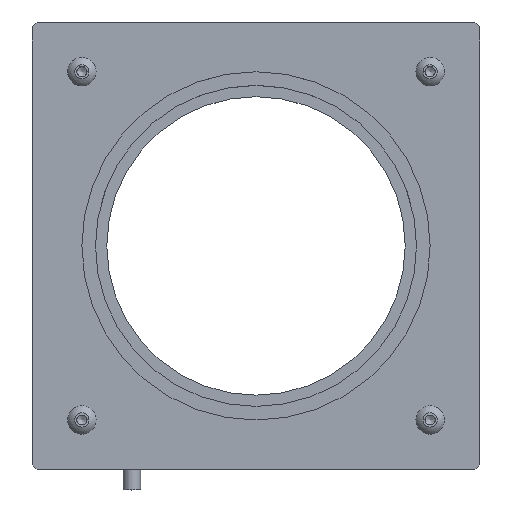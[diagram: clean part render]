
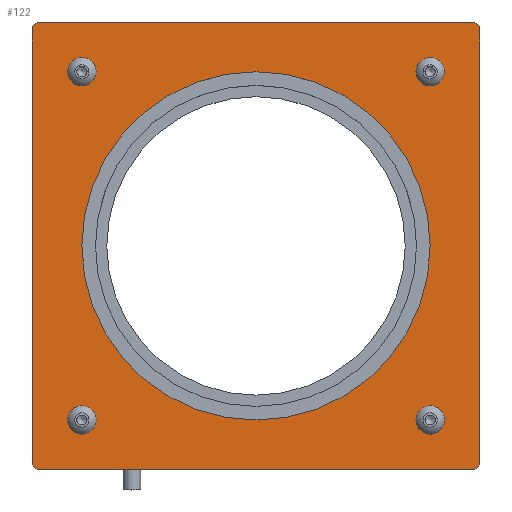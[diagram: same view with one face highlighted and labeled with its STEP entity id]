
A CAD part, top view. The second image highlights one B-rep face of the part: STEP entity #122.
In plain terms, the highlighted planar face has unit normal (0, 0, 1).
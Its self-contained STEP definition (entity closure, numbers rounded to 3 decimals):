
#3 = EDGE_CURVE ( 'NONE', #1749, #1892, #1374, .T. ) ;
#5 = EDGE_CURVE ( 'NONE', #1492, #1492, #404, .T. ) ;
#8 = EDGE_CURVE ( 'NONE', #1849, #1949, #1334, .T. ) ;
#11 = EDGE_CURVE ( 'NONE', #2090, #1849, #1347, .T. ) ;
#13 = EDGE_CURVE ( 'NONE', #1636, #1636, #418, .T. ) ;
#17 = EDGE_CURVE ( 'NONE', #1675, #1675, #406, .T. ) ;
#73 = EDGE_CURVE ( 'NONE', #1892, #2090, #101, .T. ) ;
#74 = EDGE_CURVE ( 'NONE', #1561, #1561, #525, .T. ) ;
#83 = CARTESIAN_POINT ( 'NONE',  ( 45., 45., 8.4 ) ) ;
#86 = DIRECTION ( 'NONE',  ( 0., 1., 0. ) ) ;
#101 = LINE ( 'NONE', #83, #554 ) ;
#114 = EDGE_CURVE ( 'NONE', #2023, #1749, #1718, .T. ) ;
#122 = ADVANCED_FACE ( 'NONE', ( #1231, #1293, #1226, #1243, #1233, #1230 ), #1250, .T. ) ;
#201 = EDGE_CURVE ( 'NONE', #1772, #2023, #1187, .T. ) ;
#227 = EDGE_CURVE ( 'NONE', #1724, #1772, #2364, .T. ) ;
#235 = EDGE_CURVE ( 'NONE', #1949, #1724, #2228, .T. ) ;
#313 = EDGE_CURVE ( 'NONE', #2557, #2557, #688, .T. ) ;
#365 = AXIS2_PLACEMENT_3D ( 'NONE', #1306, #1315, #1366 ) ;
#368 = VECTOR ( 'NONE', #1321, 1000. ) ;
#371 = VECTOR ( 'NONE', #1317, 1000. ) ;
#375 = VECTOR ( 'NONE', #1316, 1000. ) ;
#404 = CIRCLE ( 'NONE', #412, 2.85 ) ;
#406 = CIRCLE ( 'NONE', #407, 35. ) ;
#407 = AXIS2_PLACEMENT_3D ( 'NONE', #1357, #1323, #1312 ) ;
#412 = AXIS2_PLACEMENT_3D ( 'NONE', #1349, #1352, #1356 ) ;
#418 = CIRCLE ( 'NONE', #365, 2.85 ) ;
#442 = VECTOR ( 'NONE', #1125, 1000. ) ;
#498 = AXIS2_PLACEMENT_3D ( 'NONE', #1253, #1280, #1279 ) ;
#516 = VECTOR ( 'NONE', #1217, 1000. ) ;
#522 = AXIS2_PLACEMENT_3D ( 'NONE', #2510, #2512, #2515 ) ;
#525 = CIRCLE ( 'NONE', #522, 2.85 ) ;
#554 = VECTOR ( 'NONE', #86, 1000. ) ;
#575 = VECTOR ( 'NONE', #2244, 1000. ) ;
#589 = VECTOR ( 'NONE', #2211, 1000. ) ;
#688 = CIRCLE ( 'NONE', #695, 2.85 ) ;
#695 = AXIS2_PLACEMENT_3D ( 'NONE', #1650, #1571, #1694 ) ;
#824 = ORIENTED_EDGE ( 'NONE', *, *, #5, .F. ) ;
#830 = ORIENTED_EDGE ( 'NONE', *, *, #201, .T. ) ;
#836 = ORIENTED_EDGE ( 'NONE', *, *, #227, .T. ) ;
#845 = ORIENTED_EDGE ( 'NONE', *, *, #313, .F. ) ;
#846 = ORIENTED_EDGE ( 'NONE', *, *, #8, .T. ) ;
#860 = ORIENTED_EDGE ( 'NONE', *, *, #11, .T. ) ;
#868 = ORIENTED_EDGE ( 'NONE', *, *, #73, .T. ) ;
#872 = ORIENTED_EDGE ( 'NONE', *, *, #235, .T. ) ;
#1125 = DIRECTION ( 'NONE',  ( 0.707, -0.707, 0. ) ) ;
#1126 = CARTESIAN_POINT ( 'NONE',  ( -44.5, -44.5, 8.4 ) ) ;
#1187 = LINE ( 'NONE', #1126, #442 ) ;
#1199 = CARTESIAN_POINT ( 'NONE',  ( -45., -45., 8.4 ) ) ;
#1217 = DIRECTION ( 'NONE',  ( 1., 0., 0. ) ) ;
#1226 = FACE_BOUND ( 'NONE', #2039, .T. ) ;
#1230 = FACE_BOUND ( 'NONE', #1747, .T. ) ;
#1231 = FACE_BOUND ( 'NONE', #1932, .T. ) ;
#1233 = FACE_BOUND ( 'NONE', #1725, .T. ) ;
#1243 = FACE_OUTER_BOUND ( 'NONE', #1941, .T. ) ;
#1250 = PLANE ( 'NONE',  #498 ) ;
#1253 = CARTESIAN_POINT ( 'NONE',  ( -45., -45., 8.4 ) ) ;
#1279 = DIRECTION ( 'NONE',  ( 1., 0., 0. ) ) ;
#1280 = DIRECTION ( 'NONE',  ( 0., 0., 1. ) ) ;
#1293 = FACE_BOUND ( 'NONE', #1964, .T. ) ;
#1298 = ORIENTED_EDGE ( 'NONE', *, *, #3, .T. ) ;
#1302 = ORIENTED_EDGE ( 'NONE', *, *, #13, .F. ) ;
#1306 = CARTESIAN_POINT ( 'NONE',  ( -35., -35., 8.4 ) ) ;
#1312 = DIRECTION ( 'NONE',  ( 1., 0., 0. ) ) ;
#1313 = CARTESIAN_POINT ( 'NONE',  ( -0.5, -89.5, 8.4 ) ) ;
#1315 = DIRECTION ( 'NONE',  ( 0., 0., 1. ) ) ;
#1316 = DIRECTION ( 'NONE',  ( 0.707, 0.707, 0. ) ) ;
#1317 = DIRECTION ( 'NONE',  ( -0.707, 0.707, 0. ) ) ;
#1321 = DIRECTION ( 'NONE',  ( -1., 0., 0. ) ) ;
#1323 = DIRECTION ( 'NONE',  ( 0., 0., 1. ) ) ;
#1325 = ORIENTED_EDGE ( 'NONE', *, *, #114, .T. ) ;
#1334 = LINE ( 'NONE', #1360, #368 ) ;
#1347 = LINE ( 'NONE', #1372, #371 ) ;
#1349 = CARTESIAN_POINT ( 'NONE',  ( 35., -35., 8.4 ) ) ;
#1352 = DIRECTION ( 'NONE',  ( 0., 0., 1. ) ) ;
#1353 = ORIENTED_EDGE ( 'NONE', *, *, #17, .F. ) ;
#1356 = DIRECTION ( 'NONE',  ( 0.866, -0.5, 0. ) ) ;
#1357 = CARTESIAN_POINT ( 'NONE',  ( 0., 0., 8.4 ) ) ;
#1360 = CARTESIAN_POINT ( 'NONE',  ( -45., 45., 8.4 ) ) ;
#1362 = ORIENTED_EDGE ( 'NONE', *, *, #74, .F. ) ;
#1366 = DIRECTION ( 'NONE',  ( 0.866, -0.5, 0. ) ) ;
#1372 = CARTESIAN_POINT ( 'NONE',  ( 44.5, 44.5, 8.4 ) ) ;
#1374 = LINE ( 'NONE', #1313, #375 ) ;
#1453 = CARTESIAN_POINT ( 'NONE',  ( 44., 45., 8.4 ) ) ;
#1462 = CARTESIAN_POINT ( 'NONE',  ( -45., 44., 8.4 ) ) ;
#1492 = VERTEX_POINT ( 'NONE', #1708 ) ;
#1509 = CARTESIAN_POINT ( 'NONE',  ( -32.532, -36.425, 8.4 ) ) ;
#1561 = VERTEX_POINT ( 'NONE', #1655 ) ;
#1570 = CARTESIAN_POINT ( 'NONE',  ( -44., 45., 8.4 ) ) ;
#1571 = DIRECTION ( 'NONE',  ( 0., 0., 1. ) ) ;
#1577 = CARTESIAN_POINT ( 'NONE',  ( 45., 44., 8.4 ) ) ;
#1579 = CARTESIAN_POINT ( 'NONE',  ( 45., -44., 8.4 ) ) ;
#1598 = CARTESIAN_POINT ( 'NONE',  ( 44., -45., 8.4 ) ) ;
#1636 = VERTEX_POINT ( 'NONE', #1509 ) ;
#1650 = CARTESIAN_POINT ( 'NONE',  ( 35., 35., 8.4 ) ) ;
#1655 = CARTESIAN_POINT ( 'NONE',  ( -32.532, 33.575, 8.4 ) ) ;
#1671 = CARTESIAN_POINT ( 'NONE',  ( 35., 0., 8.4 ) ) ;
#1675 = VERTEX_POINT ( 'NONE', #1671 ) ;
#1691 = CARTESIAN_POINT ( 'NONE',  ( -45., -44., 8.4 ) ) ;
#1694 = DIRECTION ( 'NONE',  ( 0.866, -0.5, 0. ) ) ;
#1708 = CARTESIAN_POINT ( 'NONE',  ( 37.468, -36.425, 8.4 ) ) ;
#1713 = CARTESIAN_POINT ( 'NONE',  ( -44., -45., 8.4 ) ) ;
#1718 = LINE ( 'NONE', #1199, #516 ) ;
#1724 = VERTEX_POINT ( 'NONE', #1462 ) ;
#1725 = EDGE_LOOP ( 'NONE', ( #824 ) ) ;
#1747 = EDGE_LOOP ( 'NONE', ( #845 ) ) ;
#1749 = VERTEX_POINT ( 'NONE', #1598 ) ;
#1772 = VERTEX_POINT ( 'NONE', #1691 ) ;
#1849 = VERTEX_POINT ( 'NONE', #1453 ) ;
#1892 = VERTEX_POINT ( 'NONE', #1579 ) ;
#1932 = EDGE_LOOP ( 'NONE', ( #1353 ) ) ;
#1941 = EDGE_LOOP ( 'NONE', ( #1325, #1298, #868, #860, #846, #872, #836, #830 ) ) ;
#1949 = VERTEX_POINT ( 'NONE', #1570 ) ;
#1964 = EDGE_LOOP ( 'NONE', ( #1302 ) ) ;
#2023 = VERTEX_POINT ( 'NONE', #1713 ) ;
#2039 = EDGE_LOOP ( 'NONE', ( #1362 ) ) ;
#2090 = VERTEX_POINT ( 'NONE', #1577 ) ;
#2211 = DIRECTION ( 'NONE',  ( 0., -1., 0. ) ) ;
#2212 = CARTESIAN_POINT ( 'NONE',  ( -45., 45., 8.4 ) ) ;
#2228 = LINE ( 'NONE', #2242, #575 ) ;
#2242 = CARTESIAN_POINT ( 'NONE',  ( -89.5, -0.5, 8.4 ) ) ;
#2244 = DIRECTION ( 'NONE',  ( -0.707, -0.707, 0. ) ) ;
#2364 = LINE ( 'NONE', #2212, #589 ) ;
#2510 = CARTESIAN_POINT ( 'NONE',  ( -35., 35., 8.4 ) ) ;
#2512 = DIRECTION ( 'NONE',  ( 0., 0., 1. ) ) ;
#2515 = DIRECTION ( 'NONE',  ( 0.866, -0.5, 0. ) ) ;
#2557 = VERTEX_POINT ( 'NONE', #2593 ) ;
#2593 = CARTESIAN_POINT ( 'NONE',  ( 37.468, 33.575, 8.4 ) ) ;
